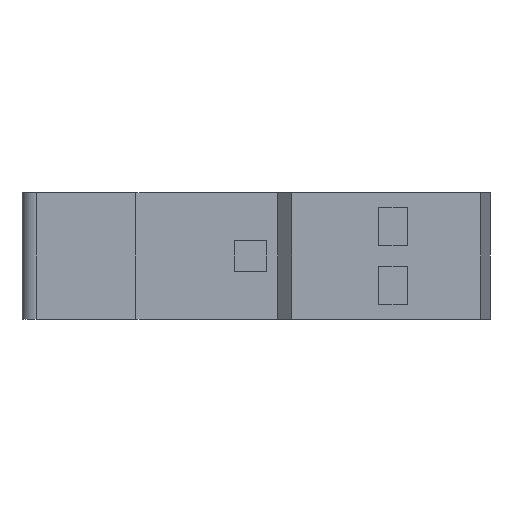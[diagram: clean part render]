
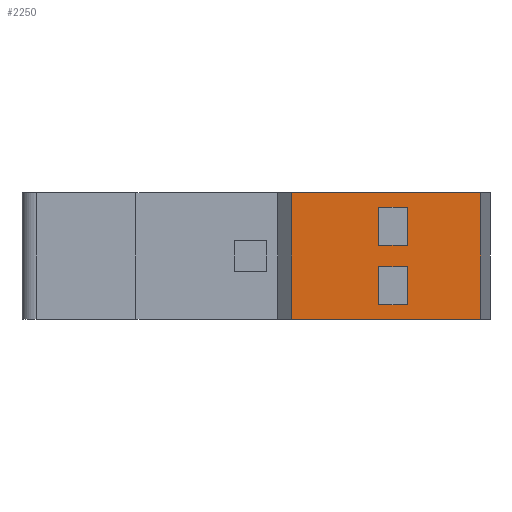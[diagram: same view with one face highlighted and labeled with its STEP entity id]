
A CAD part, left-side view. The second image highlights one B-rep face of the part: STEP entity #2250.
In plain terms, the highlighted planar face has unit normal (-1, 0, 0).
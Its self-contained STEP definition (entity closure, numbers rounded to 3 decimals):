
#49 = VERTEX_POINT ( 'NONE', #1891 ) ;
#159 = EDGE_CURVE ( 'NONE', #4231, #9152, #1571, .T. ) ;
#198 = EDGE_LOOP ( 'NONE', ( #2523, #2798, #6504, #1379 ) ) ;
#390 = VERTEX_POINT ( 'NONE', #2481 ) ;
#619 = EDGE_CURVE ( 'NONE', #9152, #4582, #4531, .T. ) ;
#805 = CARTESIAN_POINT ( 'NONE',  ( -49.2, -33.7, 8.9 ) ) ;
#821 = LINE ( 'NONE', #6714, #2548 ) ;
#948 = CARTESIAN_POINT ( 'NONE',  ( -49.2, -46., 6.9 ) ) ;
#1117 = CARTESIAN_POINT ( 'NONE',  ( -49.2, -46., -6.9 ) ) ;
#1193 = DIRECTION ( 'NONE',  ( 0., -1., 0. ) ) ;
#1266 = EDGE_CURVE ( 'NONE', #49, #390, #1317, .T. ) ;
#1313 = VECTOR ( 'NONE', #3458, 1000. ) ;
#1317 = LINE ( 'NONE', #7023, #8801 ) ;
#1332 = CARTESIAN_POINT ( 'NONE',  ( -49.2, -46., -1.5 ) ) ;
#1379 = ORIENTED_EDGE ( 'NONE', *, *, #6820, .T. ) ;
#1571 = LINE ( 'NONE', #9225, #5240 ) ;
#1891 = CARTESIAN_POINT ( 'NONE',  ( -49.2, -50., 1.5 ) ) ;
#2195 = DIRECTION ( 'NONE',  ( 0., 0., -1. ) ) ;
#2250 = ADVANCED_FACE ( 'NONE', ( #5302, #3361, #5530 ), #4714, .F. ) ;
#2342 = DIRECTION ( 'NONE',  ( 0., 0., -1. ) ) ;
#2348 = DIRECTION ( 'NONE',  ( 0., -1., 0. ) ) ;
#2481 = CARTESIAN_POINT ( 'NONE',  ( -49.2, -46., 1.5 ) ) ;
#2523 = ORIENTED_EDGE ( 'NONE', *, *, #7587, .T. ) ;
#2524 = CARTESIAN_POINT ( 'NONE',  ( -49.2, -46., 6.9 ) ) ;
#2542 = VECTOR ( 'NONE', #1193, 1000. ) ;
#2548 = VECTOR ( 'NONE', #2348, 1000. ) ;
#2772 = ORIENTED_EDGE ( 'NONE', *, *, #8843, .T. ) ;
#2798 = ORIENTED_EDGE ( 'NONE', *, *, #159, .T. ) ;
#2885 = EDGE_CURVE ( 'NONE', #5533, #7164, #6426, .T. ) ;
#2887 = CARTESIAN_POINT ( 'NONE',  ( -49.2, -33.7, -8.9 ) ) ;
#2982 = EDGE_LOOP ( 'NONE', ( #8078, #2772, #6478, #8993 ) ) ;
#3026 = EDGE_CURVE ( 'NONE', #7914, #49, #8652, .T. ) ;
#3274 = VERTEX_POINT ( 'NONE', #4595 ) ;
#3278 = VERTEX_POINT ( 'NONE', #948 ) ;
#3338 = VERTEX_POINT ( 'NONE', #5433 ) ;
#3361 = FACE_BOUND ( 'NONE', #8328, .T. ) ;
#3458 = DIRECTION ( 'NONE',  ( 0., 0., 1. ) ) ;
#3522 = CARTESIAN_POINT ( 'NONE',  ( -49.2, -50., 6.9 ) ) ;
#3539 = DIRECTION ( 'NONE',  ( 0., -1., 0. ) ) ;
#3713 = VECTOR ( 'NONE', #9240, 1000. ) ;
#4012 = DIRECTION ( 'NONE',  ( 1., 0., 0. ) ) ;
#4186 = CARTESIAN_POINT ( 'NONE',  ( -49.2, -20.2, 8.9 ) ) ;
#4231 = VERTEX_POINT ( 'NONE', #8971 ) ;
#4241 = LINE ( 'NONE', #2887, #6190 ) ;
#4257 = EDGE_CURVE ( 'NONE', #390, #3278, #8624, .T. ) ;
#4531 = LINE ( 'NONE', #1117, #6480 ) ;
#4582 = VERTEX_POINT ( 'NONE', #7969 ) ;
#4595 = CARTESIAN_POINT ( 'NONE',  ( -49.2, -60.4, 8.9 ) ) ;
#4714 = PLANE ( 'NONE',  #6527 ) ;
#4798 = VECTOR ( 'NONE', #7608, 1000. ) ;
#4851 = LINE ( 'NONE', #1332, #8455 ) ;
#5212 = LINE ( 'NONE', #4186, #3713 ) ;
#5240 = VECTOR ( 'NONE', #2342, 1000. ) ;
#5277 = CARTESIAN_POINT ( 'NONE',  ( -49.2, -60.4, -8.9 ) ) ;
#5302 = FACE_OUTER_BOUND ( 'NONE', #2982, .T. ) ;
#5433 = CARTESIAN_POINT ( 'NONE',  ( -49.2, -46., -1.5 ) ) ;
#5530 = FACE_BOUND ( 'NONE', #198, .T. ) ;
#5533 = VERTEX_POINT ( 'NONE', #7050 ) ;
#5876 = ORIENTED_EDGE ( 'NONE', *, *, #1266, .T. ) ;
#6190 = VECTOR ( 'NONE', #7957, 1000. ) ;
#6206 = EDGE_CURVE ( 'NONE', #3274, #7164, #7032, .T. ) ;
#6300 = CARTESIAN_POINT ( 'NONE',  ( -49.2, -18.25, -8.9 ) ) ;
#6426 = LINE ( 'NONE', #6300, #2542 ) ;
#6437 = VERTEX_POINT ( 'NONE', #805 ) ;
#6478 = ORIENTED_EDGE ( 'NONE', *, *, #2885, .T. ) ;
#6480 = VECTOR ( 'NONE', #6885, 1000. ) ;
#6504 = ORIENTED_EDGE ( 'NONE', *, *, #619, .T. ) ;
#6527 = AXIS2_PLACEMENT_3D ( 'NONE', #6906, #4012, #9062 ) ;
#6585 = VECTOR ( 'NONE', #2195, 1000. ) ;
#6714 = CARTESIAN_POINT ( 'NONE',  ( -49.2, -46., 6.9 ) ) ;
#6751 = VECTOR ( 'NONE', #9342, 1000. ) ;
#6807 = EDGE_CURVE ( 'NONE', #6437, #3274, #5212, .T. ) ;
#6820 = EDGE_CURVE ( 'NONE', #4582, #3338, #7134, .T. ) ;
#6825 = CARTESIAN_POINT ( 'NONE',  ( -49.2, -50., -6.9 ) ) ;
#6885 = DIRECTION ( 'NONE',  ( 0., 1., 0. ) ) ;
#6906 = CARTESIAN_POINT ( 'NONE',  ( -49.2, -18.25, 8.902 ) ) ;
#7023 = CARTESIAN_POINT ( 'NONE',  ( -49.2, -46., 1.5 ) ) ;
#7032 = LINE ( 'NONE', #7284, #6585 ) ;
#7050 = CARTESIAN_POINT ( 'NONE',  ( -49.2, -33.7, -8.9 ) ) ;
#7134 = LINE ( 'NONE', #8517, #1313 ) ;
#7164 = VERTEX_POINT ( 'NONE', #5277 ) ;
#7284 = CARTESIAN_POINT ( 'NONE',  ( -49.2, -60.4, 8.902 ) ) ;
#7573 = ORIENTED_EDGE ( 'NONE', *, *, #8349, .T. ) ;
#7587 = EDGE_CURVE ( 'NONE', #3338, #4231, #4851, .T. ) ;
#7608 = DIRECTION ( 'NONE',  ( 0., 0., 1. ) ) ;
#7745 = DIRECTION ( 'NONE',  ( 0., 1., 0. ) ) ;
#7914 = VERTEX_POINT ( 'NONE', #8992 ) ;
#7957 = DIRECTION ( 'NONE',  ( 0., 0., -1. ) ) ;
#7969 = CARTESIAN_POINT ( 'NONE',  ( -49.2, -46., -6.9 ) ) ;
#8078 = ORIENTED_EDGE ( 'NONE', *, *, #6807, .F. ) ;
#8328 = EDGE_LOOP ( 'NONE', ( #7573, #9065, #5876, #9161 ) ) ;
#8349 = EDGE_CURVE ( 'NONE', #3278, #7914, #821, .T. ) ;
#8455 = VECTOR ( 'NONE', #3539, 1000. ) ;
#8517 = CARTESIAN_POINT ( 'NONE',  ( -49.2, -46., -1.5 ) ) ;
#8624 = LINE ( 'NONE', #2524, #4798 ) ;
#8652 = LINE ( 'NONE', #3522, #6751 ) ;
#8801 = VECTOR ( 'NONE', #7745, 1000. ) ;
#8843 = EDGE_CURVE ( 'NONE', #6437, #5533, #4241, .T. ) ;
#8971 = CARTESIAN_POINT ( 'NONE',  ( -49.2, -50., -1.5 ) ) ;
#8992 = CARTESIAN_POINT ( 'NONE',  ( -49.2, -50., 6.9 ) ) ;
#8993 = ORIENTED_EDGE ( 'NONE', *, *, #6206, .F. ) ;
#9062 = DIRECTION ( 'NONE',  ( 0., 1., 0. ) ) ;
#9065 = ORIENTED_EDGE ( 'NONE', *, *, #3026, .T. ) ;
#9152 = VERTEX_POINT ( 'NONE', #6825 ) ;
#9161 = ORIENTED_EDGE ( 'NONE', *, *, #4257, .T. ) ;
#9225 = CARTESIAN_POINT ( 'NONE',  ( -49.2, -50., -1.5 ) ) ;
#9240 = DIRECTION ( 'NONE',  ( 0., -1., 0. ) ) ;
#9342 = DIRECTION ( 'NONE',  ( 0., 0., -1. ) ) ;
